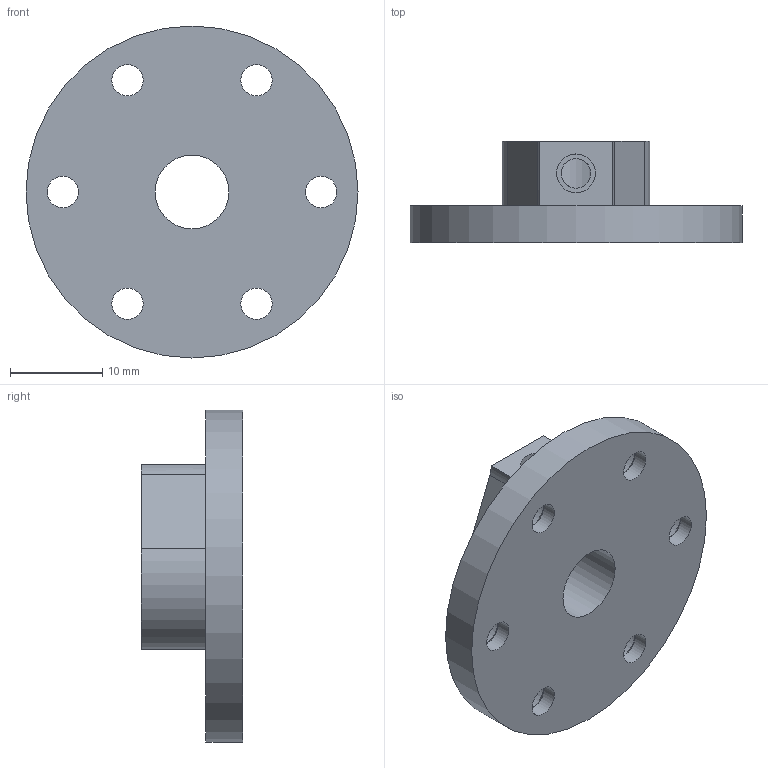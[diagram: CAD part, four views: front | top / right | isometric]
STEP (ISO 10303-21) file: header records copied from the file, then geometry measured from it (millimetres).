
FILE_DESCRIPTION(/* description */ (''),/* implementation_level */ '2;1');
FILE_NAME(/* name */ 'gripper.step',/* time_stamp */ '2024-05-23T13:41:32+02:00',/* author */ (''),/* organization */ (''),/* preprocessor_version */ 'ST-DEVELOPER v20',/* originating_system */ 'Autodesk Translation Framework v13.14.0.145',/* authorisation */ '');
FILE_SCHEMA (('AUTOMOTIVE_DESIGN { 1 0 10303 214 3 1 1 }'));
Length unit declared in the file: millimetre
Products named in the file (1): gripper
Bounding box: 36 x 11 x 36 mm (x, y, z)
Volume: 4706 mm3; surface area: 3396.2 mm2
Topology: 1 solids, 1 shells, 36 faces, 78 edges, 50 vertices
Faces by surface type: cylinder 17, plane 13, cone 6
Full cylindrical faces by diameter (mm): 3.2 x1, 3.4 x6, 4.2 x1, 6 x6, 8 x1, 36 x1
Entity records: 1093 total; most frequent: CARTESIAN_POINT 198, DIRECTION 194, ORIENTED_EDGE 156, AXIS2_PLACEMENT_3D 80, EDGE_CURVE 78, EDGE_LOOP 58, VERTEX_POINT 50, CIRCLE 43
